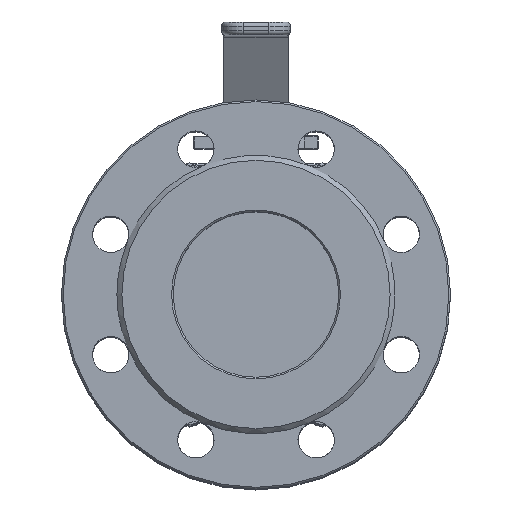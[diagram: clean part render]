
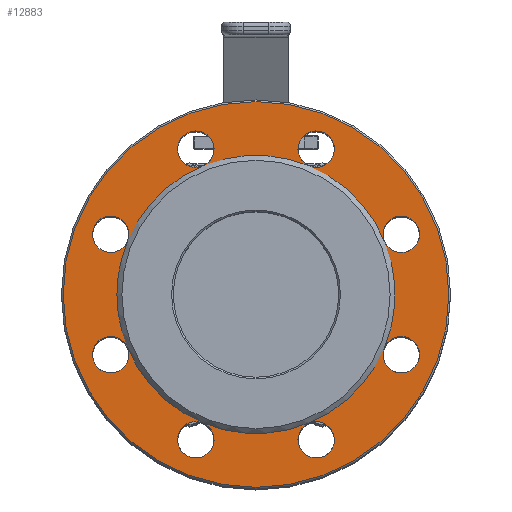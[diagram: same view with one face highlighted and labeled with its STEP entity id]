
A CAD part, top view. The second image highlights one B-rep face of the part: STEP entity #12883.
In plain terms, the highlighted face is planar.
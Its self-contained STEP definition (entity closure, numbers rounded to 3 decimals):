
#446=FACE_BOUND('',#4232,.T.);
#714=PLANE('',#14348);
#3412=FACE_OUTER_BOUND('',#4231,.T.);
#4231=EDGE_LOOP('',(#11081));
#4232=EDGE_LOOP('',(#11082,#11083,#11084,#11085,#11086,#11087,#11088,#11089,
#11090,#11091,#11092,#11093,#11094,#11095,#11096,#11097,#11098,#11099,#11100,
#11101,#11102,#11103,#11104,#11105,#11106));
#4924=CIRCLE('',#14344,116.5);
#4927=CIRCLE('',#14349,11.);
#4928=CIRCLE('',#14350,84.);
#4929=CIRCLE('',#14351,11.);
#4930=CIRCLE('',#14352,11.);
#4931=CIRCLE('',#14353,84.);
#4932=CIRCLE('',#14354,11.);
#4933=CIRCLE('',#14355,11.);
#4934=CIRCLE('',#14356,84.);
#4935=CIRCLE('',#14357,11.);
#4936=CIRCLE('',#14358,11.);
#4937=CIRCLE('',#14359,84.);
#4938=CIRCLE('',#14360,11.);
#4939=CIRCLE('',#14361,11.);
#4940=CIRCLE('',#14362,84.);
#4941=CIRCLE('',#14363,11.);
#4942=CIRCLE('',#14364,11.);
#4943=CIRCLE('',#14365,84.);
#4944=CIRCLE('',#14366,11.);
#4945=CIRCLE('',#14367,11.);
#4946=CIRCLE('',#14368,84.);
#4947=CIRCLE('',#14369,84.);
#4948=CIRCLE('',#14370,11.);
#4949=CIRCLE('',#14371,11.);
#4950=CIRCLE('',#14372,84.);
#4951=CIRCLE('',#14373,11.);
#6000=VERTEX_POINT('',#25121);
#6003=VERTEX_POINT('',#25131);
#6004=VERTEX_POINT('',#25132);
#6005=VERTEX_POINT('',#25134);
#6006=VERTEX_POINT('',#25136);
#6007=VERTEX_POINT('',#25139);
#6008=VERTEX_POINT('',#25141);
#6009=VERTEX_POINT('',#25144);
#6010=VERTEX_POINT('',#25146);
#6011=VERTEX_POINT('',#25149);
#6012=VERTEX_POINT('',#25151);
#6013=VERTEX_POINT('',#25154);
#6014=VERTEX_POINT('',#25156);
#6015=VERTEX_POINT('',#25159);
#6016=VERTEX_POINT('',#25161);
#6017=VERTEX_POINT('',#25164);
#6018=VERTEX_POINT('',#25166);
#6019=VERTEX_POINT('',#25168);
#7710=EDGE_CURVE('',#6000,#6000,#4924,.T.);
#7714=EDGE_CURVE('',#6003,#6004,#4927,.T.);
#7715=EDGE_CURVE('',#6005,#6003,#4928,.T.);
#7716=EDGE_CURVE('',#6006,#6005,#4929,.T.);
#7717=EDGE_CURVE('',#6005,#6006,#4930,.T.);
#7718=EDGE_CURVE('',#6007,#6005,#4931,.T.);
#7719=EDGE_CURVE('',#6008,#6007,#4932,.T.);
#7720=EDGE_CURVE('',#6007,#6008,#4933,.T.);
#7721=EDGE_CURVE('',#6009,#6007,#4934,.T.);
#7722=EDGE_CURVE('',#6010,#6009,#4935,.T.);
#7723=EDGE_CURVE('',#6009,#6010,#4936,.T.);
#7724=EDGE_CURVE('',#6011,#6009,#4937,.T.);
#7725=EDGE_CURVE('',#6012,#6011,#4938,.T.);
#7726=EDGE_CURVE('',#6011,#6012,#4939,.T.);
#7727=EDGE_CURVE('',#6013,#6011,#4940,.T.);
#7728=EDGE_CURVE('',#6014,#6013,#4941,.T.);
#7729=EDGE_CURVE('',#6013,#6014,#4942,.T.);
#7730=EDGE_CURVE('',#6015,#6013,#4943,.T.);
#7731=EDGE_CURVE('',#6016,#6015,#4944,.T.);
#7732=EDGE_CURVE('',#6015,#6016,#4945,.T.);
#7733=EDGE_CURVE('',#6017,#6015,#4946,.T.);
#7734=EDGE_CURVE('',#6018,#6017,#4947,.T.);
#7735=EDGE_CURVE('',#6019,#6018,#4948,.T.);
#7736=EDGE_CURVE('',#6018,#6019,#4949,.T.);
#7737=EDGE_CURVE('',#6003,#6018,#4950,.T.);
#7738=EDGE_CURVE('',#6004,#6003,#4951,.T.);
#11081=ORIENTED_EDGE('',*,*,#7710,.F.);
#11082=ORIENTED_EDGE('',*,*,#7714,.F.);
#11083=ORIENTED_EDGE('',*,*,#7715,.F.);
#11084=ORIENTED_EDGE('',*,*,#7716,.F.);
#11085=ORIENTED_EDGE('',*,*,#7717,.F.);
#11086=ORIENTED_EDGE('',*,*,#7718,.F.);
#11087=ORIENTED_EDGE('',*,*,#7719,.F.);
#11088=ORIENTED_EDGE('',*,*,#7720,.F.);
#11089=ORIENTED_EDGE('',*,*,#7721,.F.);
#11090=ORIENTED_EDGE('',*,*,#7722,.F.);
#11091=ORIENTED_EDGE('',*,*,#7723,.F.);
#11092=ORIENTED_EDGE('',*,*,#7724,.F.);
#11093=ORIENTED_EDGE('',*,*,#7725,.F.);
#11094=ORIENTED_EDGE('',*,*,#7726,.F.);
#11095=ORIENTED_EDGE('',*,*,#7727,.F.);
#11096=ORIENTED_EDGE('',*,*,#7728,.F.);
#11097=ORIENTED_EDGE('',*,*,#7729,.F.);
#11098=ORIENTED_EDGE('',*,*,#7730,.F.);
#11099=ORIENTED_EDGE('',*,*,#7731,.F.);
#11100=ORIENTED_EDGE('',*,*,#7732,.F.);
#11101=ORIENTED_EDGE('',*,*,#7733,.F.);
#11102=ORIENTED_EDGE('',*,*,#7734,.F.);
#11103=ORIENTED_EDGE('',*,*,#7735,.F.);
#11104=ORIENTED_EDGE('',*,*,#7736,.F.);
#11105=ORIENTED_EDGE('',*,*,#7737,.F.);
#11106=ORIENTED_EDGE('',*,*,#7738,.F.);
#12883=ADVANCED_FACE('',(#3412,#446),#714,.F.);
#14344=AXIS2_PLACEMENT_3D('',#25123,#17628,#17629);
#14348=AXIS2_PLACEMENT_3D('',#25130,#17637,#17638);
#14349=AXIS2_PLACEMENT_3D('',#25133,#17639,#17640);
#14350=AXIS2_PLACEMENT_3D('',#25135,#17641,#17642);
#14351=AXIS2_PLACEMENT_3D('',#25137,#17643,#17644);
#14352=AXIS2_PLACEMENT_3D('',#25138,#17645,#17646);
#14353=AXIS2_PLACEMENT_3D('',#25140,#17647,#17648);
#14354=AXIS2_PLACEMENT_3D('',#25142,#17649,#17650);
#14355=AXIS2_PLACEMENT_3D('',#25143,#17651,#17652);
#14356=AXIS2_PLACEMENT_3D('',#25145,#17653,#17654);
#14357=AXIS2_PLACEMENT_3D('',#25147,#17655,#17656);
#14358=AXIS2_PLACEMENT_3D('',#25148,#17657,#17658);
#14359=AXIS2_PLACEMENT_3D('',#25150,#17659,#17660);
#14360=AXIS2_PLACEMENT_3D('',#25152,#17661,#17662);
#14361=AXIS2_PLACEMENT_3D('',#25153,#17663,#17664);
#14362=AXIS2_PLACEMENT_3D('',#25155,#17665,#17666);
#14363=AXIS2_PLACEMENT_3D('',#25157,#17667,#17668);
#14364=AXIS2_PLACEMENT_3D('',#25158,#17669,#17670);
#14365=AXIS2_PLACEMENT_3D('',#25160,#17671,#17672);
#14366=AXIS2_PLACEMENT_3D('',#25162,#17673,#17674);
#14367=AXIS2_PLACEMENT_3D('',#25163,#17675,#17676);
#14368=AXIS2_PLACEMENT_3D('',#25165,#17677,#17678);
#14369=AXIS2_PLACEMENT_3D('',#25167,#17679,#17680);
#14370=AXIS2_PLACEMENT_3D('',#25169,#17681,#17682);
#14371=AXIS2_PLACEMENT_3D('',#25170,#17683,#17684);
#14372=AXIS2_PLACEMENT_3D('',#25171,#17685,#17686);
#14373=AXIS2_PLACEMENT_3D('',#25172,#17687,#17688);
#17628=DIRECTION('center_axis',(0.,0.,1.));
#17629=DIRECTION('ref_axis',(-1.,0.,0.));
#17637=DIRECTION('center_axis',(0.,0.,1.));
#17638=DIRECTION('ref_axis',(1.,0.,0.));
#17639=DIRECTION('center_axis',(0.,0.,-1.));
#17640=DIRECTION('ref_axis',(-1.,0.,0.));
#17641=DIRECTION('center_axis',(0.,0.,-1.));
#17642=DIRECTION('ref_axis',(-1.,0.,0.));
#17643=DIRECTION('center_axis',(0.,0.,-1.));
#17644=DIRECTION('ref_axis',(-1.,0.,0.));
#17645=DIRECTION('center_axis',(0.,0.,-1.));
#17646=DIRECTION('ref_axis',(-1.,0.,0.));
#17647=DIRECTION('center_axis',(0.,0.,-1.));
#17648=DIRECTION('ref_axis',(-1.,0.,0.));
#17649=DIRECTION('center_axis',(0.,0.,-1.));
#17650=DIRECTION('ref_axis',(-1.,0.,0.));
#17651=DIRECTION('center_axis',(0.,0.,-1.));
#17652=DIRECTION('ref_axis',(-1.,0.,0.));
#17653=DIRECTION('center_axis',(0.,0.,-1.));
#17654=DIRECTION('ref_axis',(-1.,0.,0.));
#17655=DIRECTION('center_axis',(0.,0.,-1.));
#17656=DIRECTION('ref_axis',(-1.,0.,0.));
#17657=DIRECTION('center_axis',(0.,0.,-1.));
#17658=DIRECTION('ref_axis',(-1.,0.,0.));
#17659=DIRECTION('center_axis',(0.,0.,-1.));
#17660=DIRECTION('ref_axis',(-1.,0.,0.));
#17661=DIRECTION('center_axis',(0.,0.,-1.));
#17662=DIRECTION('ref_axis',(-1.,0.,0.));
#17663=DIRECTION('center_axis',(0.,0.,-1.));
#17664=DIRECTION('ref_axis',(-1.,0.,0.));
#17665=DIRECTION('center_axis',(0.,0.,-1.));
#17666=DIRECTION('ref_axis',(-1.,0.,0.));
#17667=DIRECTION('center_axis',(0.,0.,-1.));
#17668=DIRECTION('ref_axis',(-1.,0.,0.));
#17669=DIRECTION('center_axis',(0.,0.,-1.));
#17670=DIRECTION('ref_axis',(-1.,0.,0.));
#17671=DIRECTION('center_axis',(0.,0.,-1.));
#17672=DIRECTION('ref_axis',(-1.,0.,0.));
#17673=DIRECTION('center_axis',(0.,0.,-1.));
#17674=DIRECTION('ref_axis',(-1.,0.,0.));
#17675=DIRECTION('center_axis',(0.,0.,-1.));
#17676=DIRECTION('ref_axis',(-1.,0.,0.));
#17677=DIRECTION('center_axis',(0.,0.,-1.));
#17678=DIRECTION('ref_axis',(-1.,0.,0.));
#17679=DIRECTION('center_axis',(0.,0.,-1.));
#17680=DIRECTION('ref_axis',(-1.,0.,0.));
#17681=DIRECTION('center_axis',(0.,0.,-1.));
#17682=DIRECTION('ref_axis',(-1.,0.,0.));
#17683=DIRECTION('center_axis',(0.,0.,-1.));
#17684=DIRECTION('ref_axis',(-1.,0.,0.));
#17685=DIRECTION('center_axis',(0.,0.,-1.));
#17686=DIRECTION('ref_axis',(-1.,0.,0.));
#17687=DIRECTION('center_axis',(0.,0.,-1.));
#17688=DIRECTION('ref_axis',(-1.,0.,0.));
#25121=CARTESIAN_POINT('',(116.5,0.,0.));
#25123=CARTESIAN_POINT('Origin',(0.,0.,0.));
#25130=CARTESIAN_POINT('Origin',(0.,0.,0.));
#25131=CARTESIAN_POINT('',(32.145,77.606,0.));
#25132=CARTESIAN_POINT('',(47.355,87.769,0.));
#25133=CARTESIAN_POINT('Origin',(36.355,87.769,0.));
#25134=CARTESIAN_POINT('',(-32.145,77.606,0.));
#25135=CARTESIAN_POINT('Origin',(0.,0.,0.));
#25136=CARTESIAN_POINT('',(-25.355,87.769,0.));
#25137=CARTESIAN_POINT('Origin',(-36.355,87.769,0.));
#25138=CARTESIAN_POINT('Origin',(-36.355,87.769,0.));
#25139=CARTESIAN_POINT('',(-77.606,32.145,0.));
#25140=CARTESIAN_POINT('Origin',(0.,0.,0.));
#25141=CARTESIAN_POINT('',(-76.769,36.355,0.));
#25142=CARTESIAN_POINT('Origin',(-87.769,36.355,0.));
#25143=CARTESIAN_POINT('Origin',(-87.769,36.355,0.));
#25144=CARTESIAN_POINT('',(-77.606,-32.145,0.));
#25145=CARTESIAN_POINT('Origin',(0.,0.,0.));
#25146=CARTESIAN_POINT('',(-76.769,-36.355,0.));
#25147=CARTESIAN_POINT('Origin',(-87.769,-36.355,0.));
#25148=CARTESIAN_POINT('Origin',(-87.769,-36.355,0.));
#25149=CARTESIAN_POINT('',(-32.145,-77.606,0.));
#25150=CARTESIAN_POINT('Origin',(0.,0.,0.));
#25151=CARTESIAN_POINT('',(-25.355,-87.769,0.));
#25152=CARTESIAN_POINT('Origin',(-36.355,-87.769,0.));
#25153=CARTESIAN_POINT('Origin',(-36.355,-87.769,0.));
#25154=CARTESIAN_POINT('',(32.145,-77.606,0.));
#25155=CARTESIAN_POINT('Origin',(0.,0.,0.));
#25156=CARTESIAN_POINT('',(47.355,-87.769,0.));
#25157=CARTESIAN_POINT('Origin',(36.355,-87.769,0.));
#25158=CARTESIAN_POINT('Origin',(36.355,-87.769,0.));
#25159=CARTESIAN_POINT('',(77.606,-32.145,0.));
#25160=CARTESIAN_POINT('Origin',(0.,0.,0.));
#25161=CARTESIAN_POINT('',(98.769,-36.355,0.));
#25162=CARTESIAN_POINT('Origin',(87.769,-36.355,0.));
#25163=CARTESIAN_POINT('Origin',(87.769,-36.355,0.));
#25164=CARTESIAN_POINT('',(84.,0.,0.));
#25165=CARTESIAN_POINT('Origin',(0.,0.,0.));
#25166=CARTESIAN_POINT('',(77.606,32.145,0.));
#25167=CARTESIAN_POINT('Origin',(0.,0.,0.));
#25168=CARTESIAN_POINT('',(98.769,36.355,0.));
#25169=CARTESIAN_POINT('Origin',(87.769,36.355,0.));
#25170=CARTESIAN_POINT('Origin',(87.769,36.355,0.));
#25171=CARTESIAN_POINT('Origin',(0.,0.,0.));
#25172=CARTESIAN_POINT('Origin',(36.355,87.769,0.));
